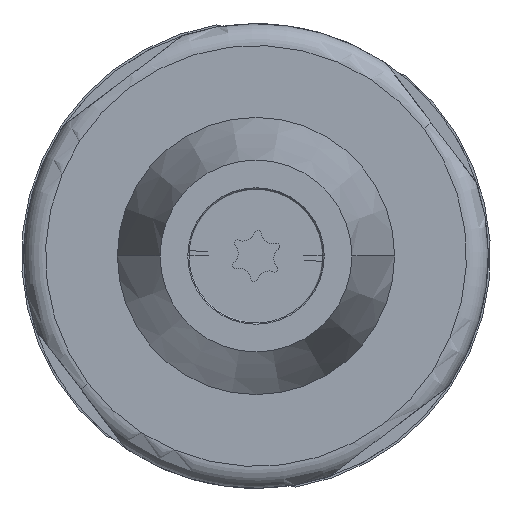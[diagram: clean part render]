
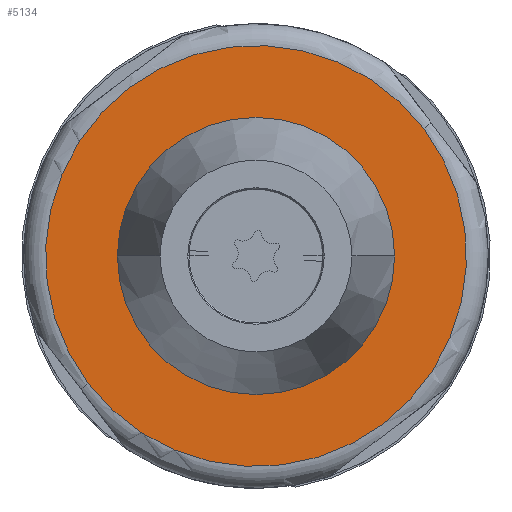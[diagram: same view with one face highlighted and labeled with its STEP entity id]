
A CAD part, front view. The second image highlights one B-rep face of the part: STEP entity #5134.
In plain terms, the highlighted planar face has unit normal (0, -1, 0).
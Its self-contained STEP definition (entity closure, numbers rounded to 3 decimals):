
#353 = CIRCLE ( 'NONE', #4055, 5.875 ) ;
#432 = DIRECTION ( 'NONE',  ( 0., 0., -1. ) ) ;
#500 = CARTESIAN_POINT ( 'NONE',  ( 0., 0., 0. ) ) ;
#725 = FACE_OUTER_BOUND ( 'NONE', #6286, .T. ) ;
#834 = ORIENTED_EDGE ( 'NONE', *, *, #3797, .T. ) ;
#931 = CARTESIAN_POINT ( 'NONE',  ( 0., 0., 0. ) ) ;
#1037 = AXIS2_PLACEMENT_3D ( 'NONE', #5090, #5764, #8006 ) ;
#1444 = DIRECTION ( 'NONE',  ( 0., 0., -1. ) ) ;
#1485 = AXIS2_PLACEMENT_3D ( 'NONE', #500, #9677, #1444 ) ;
#1509 = DIRECTION ( 'NONE',  ( 0., 0., -1. ) ) ;
#1896 = VERTEX_POINT ( 'NONE', #8409 ) ;
#2254 = VERTEX_POINT ( 'NONE', #7398 ) ;
#2333 = ORIENTED_EDGE ( 'NONE', *, *, #4109, .F. ) ;
#2379 = EDGE_CURVE ( 'NONE', #2254, #5431, #6518, .T. ) ;
#2757 = CIRCLE ( 'NONE', #1485, 9.875 ) ;
#3797 = EDGE_CURVE ( 'NONE', #8066, #1896, #2757, .T. ) ;
#4055 = AXIS2_PLACEMENT_3D ( 'NONE', #6664, #7324, #432 ) ;
#4109 = EDGE_CURVE ( 'NONE', #5431, #2254, #353, .T. ) ;
#4543 = DIRECTION ( 'NONE',  ( 0., 1., 0. ) ) ;
#5025 = CIRCLE ( 'NONE', #1037, 9.875 ) ;
#5090 = CARTESIAN_POINT ( 'NONE',  ( 0., 0., 0. ) ) ;
#5134 = ADVANCED_FACE ( 'NONE', ( #6861, #725 ), #9901, .F. ) ;
#5431 = VERTEX_POINT ( 'NONE', #8850 ) ;
#5764 = DIRECTION ( 'NONE',  ( 0., -1., 0. ) ) ;
#6038 = CARTESIAN_POINT ( 'NONE',  ( 0., 0., 0. ) ) ;
#6093 = EDGE_LOOP ( 'NONE', ( #7993, #2333 ) ) ;
#6286 = EDGE_LOOP ( 'NONE', ( #9300, #834 ) ) ;
#6518 = CIRCLE ( 'NONE', #7954, 5.875 ) ;
#6664 = CARTESIAN_POINT ( 'NONE',  ( 0., 0., 0. ) ) ;
#6861 = FACE_BOUND ( 'NONE', #6093, .T. ) ;
#7072 = DIRECTION ( 'NONE',  ( 0., 0., 1. ) ) ;
#7324 = DIRECTION ( 'NONE',  ( 0., -1., 0. ) ) ;
#7398 = CARTESIAN_POINT ( 'NONE',  ( 0., 0., -5.875 ) ) ;
#7445 = DIRECTION ( 'NONE',  ( 0., -1., 0. ) ) ;
#7523 = AXIS2_PLACEMENT_3D ( 'NONE', #931, #4543, #7072 ) ;
#7954 = AXIS2_PLACEMENT_3D ( 'NONE', #6038, #7445, #1509 ) ;
#7993 = ORIENTED_EDGE ( 'NONE', *, *, #2379, .F. ) ;
#8006 = DIRECTION ( 'NONE',  ( 0., 0., -1. ) ) ;
#8066 = VERTEX_POINT ( 'NONE', #9118 ) ;
#8409 = CARTESIAN_POINT ( 'NONE',  ( 0., 0., -9.875 ) ) ;
#8686 = EDGE_CURVE ( 'NONE', #1896, #8066, #5025, .T. ) ;
#8850 = CARTESIAN_POINT ( 'NONE',  ( 0., 0., 5.875 ) ) ;
#9118 = CARTESIAN_POINT ( 'NONE',  ( 0., 0., 9.875 ) ) ;
#9300 = ORIENTED_EDGE ( 'NONE', *, *, #8686, .T. ) ;
#9677 = DIRECTION ( 'NONE',  ( 0., -1., 0. ) ) ;
#9901 = PLANE ( 'NONE',  #7523 ) ;
